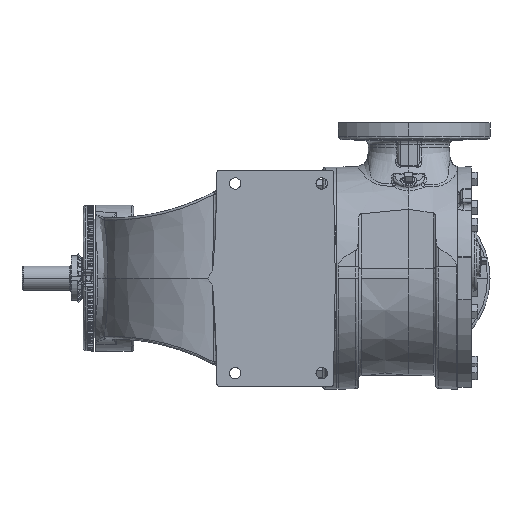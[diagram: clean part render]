
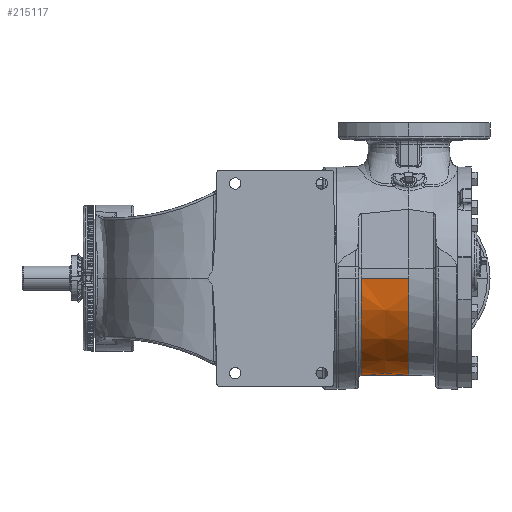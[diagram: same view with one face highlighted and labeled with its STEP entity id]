
A CAD part, front view. The second image highlights one B-rep face of the part: STEP entity #215117.
In plain terms, the highlighted conical face has half-angle 1 degrees and reference radius 114.64 mm.
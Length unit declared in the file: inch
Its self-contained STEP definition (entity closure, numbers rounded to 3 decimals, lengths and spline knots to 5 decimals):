
#9618 = AXIS2_PLACEMENT_3D ( 'NONE', #110105, #240673, #129024 ) ;
#10567 = VERTEX_POINT ( 'NONE', #214373 ) ;
#16616 = DIRECTION ( 'NONE',  ( 1., 0., 0. ) ) ;
#18830 = ORIENTED_EDGE ( 'NONE', *, *, #123234, .T. ) ;
#29110 = DIRECTION ( 'NONE',  ( -1., -0.017, 0. ) ) ;
#31161 = CIRCLE ( 'NONE', #9618, 4.475 ) ;
#34715 = DIRECTION ( 'NONE',  ( -1., 0., 0. ) ) ;
#39743 = ORIENTED_EDGE ( 'NONE', *, *, #119672, .T. ) ;
#43025 = AXIS2_PLACEMENT_3D ( 'NONE', #66178, #197695, #85245 ) ;
#51087 = VERTEX_POINT ( 'NONE', #109408 ) ;
#61584 = DIRECTION ( 'NONE',  ( -1., 0.002, -0.017 ) ) ;
#64533 = CARTESIAN_POINT ( 'NONE',  ( 1.14552, 0.47178, -4.48867 ) ) ;
#66178 = CARTESIAN_POINT ( 'NONE',  ( 3.345, 0., 0. ) ) ;
#83721 = AXIS2_PLACEMENT_3D ( 'NONE', #203644, #34715, #241656 ) ;
#85245 = DIRECTION ( 'NONE',  ( 0., -1., 0. ) ) ;
#93059 = VECTOR ( 'NONE', #29110, 39.37008 ) ;
#98414 = AXIS2_PLACEMENT_3D ( 'NONE', #130180, #16616, #149079 ) ;
#109408 = CARTESIAN_POINT ( 'NONE',  ( 1.14552, -4.51339, 0. ) ) ;
#110105 = CARTESIAN_POINT ( 'NONE',  ( 3.345, 0., 0. ) ) ;
#112812 = CONICAL_SURFACE ( 'NONE', #83721, 4.51339, 0.017 ) ;
#117368 = VERTEX_POINT ( 'NONE', #64533 ) ;
#119672 = EDGE_CURVE ( 'NONE', #144388, #199989, #31161, .T. ) ;
#120751 = EDGE_CURVE ( 'NONE', #199989, #51087, #242071, .T. ) ;
#123234 = EDGE_CURVE ( 'NONE', #51087, #117368, #202632, .T. ) ;
#123578 = EDGE_CURVE ( 'NONE', #10567, #117368, #176271, .T. ) ;
#124377 = EDGE_CURVE ( 'NONE', #10567, #144388, #239829, .T. ) ;
#124963 = ORIENTED_EDGE ( 'NONE', *, *, #123578, .F. ) ;
#126335 = VECTOR ( 'NONE', #61584, 39.37008 ) ;
#129024 = DIRECTION ( 'NONE',  ( 0., -1., 0. ) ) ;
#130180 = CARTESIAN_POINT ( 'NONE',  ( 1.14552, 0., 0. ) ) ;
#142209 = FACE_OUTER_BOUND ( 'NONE', #229549, .T. ) ;
#144388 = VERTEX_POINT ( 'NONE', #203343 ) ;
#149079 = DIRECTION ( 'NONE',  ( 0., 1., 0. ) ) ;
#155712 = ORIENTED_EDGE ( 'NONE', *, *, #124377, .T. ) ;
#161556 = CARTESIAN_POINT ( 'NONE',  ( 1.14552, -4.51339, 0. ) ) ;
#176271 = LINE ( 'NONE', #193228, #126335 ) ;
#193228 = CARTESIAN_POINT ( 'NONE',  ( 1.03166, 0.47199, -4.49064 ) ) ;
#197695 = DIRECTION ( 'NONE',  ( -1., 0., 0. ) ) ;
#199989 = VERTEX_POINT ( 'NONE', #201368 ) ;
#201368 = CARTESIAN_POINT ( 'NONE',  ( 3.345, -4.475, 0. ) ) ;
#202632 = CIRCLE ( 'NONE', #98414, 4.51339 ) ;
#203343 = CARTESIAN_POINT ( 'NONE',  ( 3.345, 0., -4.475 ) ) ;
#203644 = CARTESIAN_POINT ( 'NONE',  ( 1.14552, 0., 0. ) ) ;
#214373 = CARTESIAN_POINT ( 'NONE',  ( 3.345, 0.46776, -4.45049 ) ) ;
#215117 = ADVANCED_FACE ( 'NONE', ( #142209 ), #112812, .T. ) ;
#229549 = EDGE_LOOP ( 'NONE', ( #39743, #237964, #18830, #124963, #155712 ) ) ;
#237964 = ORIENTED_EDGE ( 'NONE', *, *, #120751, .T. ) ;
#239829 = CIRCLE ( 'NONE', #43025, 4.475 ) ;
#240673 = DIRECTION ( 'NONE',  ( -1., 0., 0. ) ) ;
#241656 = DIRECTION ( 'NONE',  ( 0., -1., 0. ) ) ;
#242071 = LINE ( 'NONE', #161556, #93059 ) ;
